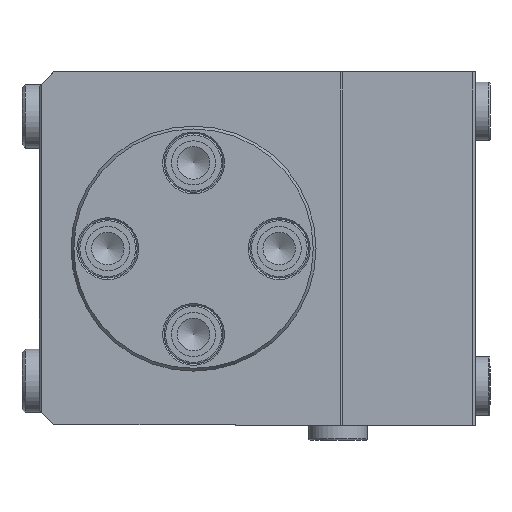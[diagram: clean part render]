
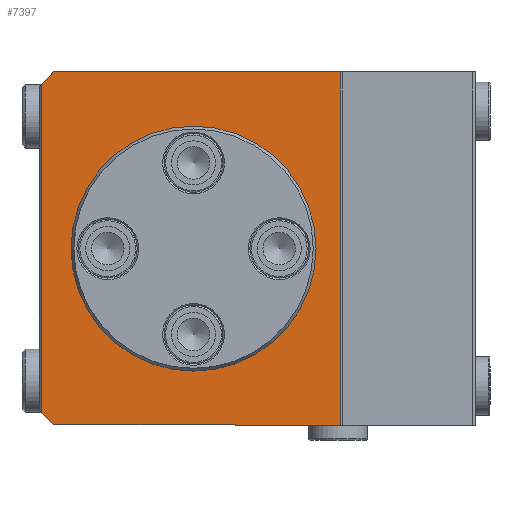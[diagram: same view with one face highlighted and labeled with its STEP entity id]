
A CAD part, left-side view. The second image highlights one B-rep face of the part: STEP entity #7397.
In plain terms, the highlighted planar face has unit normal (-1, 0, 0).
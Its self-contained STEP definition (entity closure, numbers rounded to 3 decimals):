
#494=CARTESIAN_POINT('',(-97.3,86.,36.05));
#495=VERTEX_POINT('',#494);
#502=CARTESIAN_POINT('',(-97.3,27.5,36.05));
#503=VERTEX_POINT('',#502);
#504=CARTESIAN_POINT('',(-97.3,27.5,36.05));
#505=DIRECTION('',(0.0,1.0,0.0));
#506=VECTOR('',#505,58.5);
#507=LINE('',#504,#506);
#508=EDGE_CURVE('',#503,#495,#507,.T.);
#5641=CARTESIAN_POINT('',(-97.3,88.5,-33.45));
#5642=VERTEX_POINT('',#5641);
#5667=CARTESIAN_POINT('',(-97.3,86.,-35.95));
#5668=VERTEX_POINT('',#5667);
#5675=CARTESIAN_POINT('',(-97.3,86.,-35.95));
#5676=DIRECTION('',(0.0,0.707,0.707));
#5677=VECTOR('',#5676,3.536);
#5678=LINE('',#5675,#5677);
#5679=EDGE_CURVE('',#5668,#5642,#5678,.T.);
#5777=CARTESIAN_POINT('',(-97.3,88.5,33.55));
#5778=VERTEX_POINT('',#5777);
#5779=CARTESIAN_POINT('',(-97.3,88.5,33.55));
#5780=DIRECTION('',(0.0,0.0,-1.0));
#5781=VECTOR('',#5780,67.);
#5782=LINE('',#5779,#5781);
#5783=EDGE_CURVE('',#5778,#5642,#5782,.T.);
#5800=CARTESIAN_POINT('',(-97.3,88.5,33.55));
#5801=DIRECTION('',(0.0,-0.707,0.707));
#5802=VECTOR('',#5801,3.536);
#5803=LINE('',#5800,#5802);
#5804=EDGE_CURVE('',#5778,#495,#5803,.T.);
#5925=CARTESIAN_POINT('',(-97.3,49.,-35.95));
#5926=VERTEX_POINT('',#5925);
#5933=CARTESIAN_POINT('',(-97.3,86.,-35.95));
#5934=DIRECTION('',(0.0,-1.0,0.0));
#5935=VECTOR('',#5934,37.);
#5936=LINE('',#5933,#5935);
#5937=EDGE_CURVE('',#5668,#5926,#5936,.T.);
#6054=CARTESIAN_POINT('',(-97.3,57.5,25.0));
#6055=VERTEX_POINT('',#6054);
#6056=CARTESIAN_POINT('',(-97.3,57.5,0.0));
#6057=DIRECTION('',(1.0,0.0,0.0));
#6058=DIRECTION('',(0.0,0.0,-1.0));
#6059=AXIS2_PLACEMENT_3D('',#6056,#6057,#6058);
#6060=CIRCLE('',#6059,25.0);
#6061=EDGE_CURVE('',#6055,#6055,#6060,.T.);
#7349=CARTESIAN_POINT('',(-97.3,49.,-36.05));
#7350=VERTEX_POINT('',#7349);
#7357=CARTESIAN_POINT('',(-97.3,49.,-35.95));
#7358=DIRECTION('',(0.0,0.0,-1.0));
#7359=VECTOR('',#7358,0.1);
#7360=LINE('',#7357,#7359);
#7361=EDGE_CURVE('',#5926,#7350,#7360,.T.);
#7367=CARTESIAN_POINT('',(-97.3,27.5,0.0));
#7368=DIRECTION('',(-1.0,0.0,0.0));
#7369=DIRECTION('',(0.0,0.0,1.0));
#7370=AXIS2_PLACEMENT_3D('',#7367,#7368,#7369);
#7371=PLANE('',#7370);
#7372=ORIENTED_EDGE('',*,*,#5679,.F.);
#7373=ORIENTED_EDGE('',*,*,#5937,.T.);
#7374=ORIENTED_EDGE('',*,*,#7361,.T.);
#7375=CARTESIAN_POINT('',(-97.3,27.5,-36.05));
#7376=VERTEX_POINT('',#7375);
#7377=CARTESIAN_POINT('',(-97.3,49.,-36.05));
#7378=DIRECTION('',(0.0,-1.0,0.0));
#7379=VECTOR('',#7378,21.5);
#7380=LINE('',#7377,#7379);
#7381=EDGE_CURVE('',#7350,#7376,#7380,.T.);
#7382=ORIENTED_EDGE('',*,*,#7381,.T.);
#7383=CARTESIAN_POINT('',(-97.3,27.5,36.05));
#7384=DIRECTION('',(0.0,0.0,-1.0));
#7385=VECTOR('',#7384,72.1);
#7386=LINE('',#7383,#7385);
#7387=EDGE_CURVE('',#503,#7376,#7386,.T.);
#7388=ORIENTED_EDGE('',*,*,#7387,.F.);
#7389=ORIENTED_EDGE('',*,*,#508,.T.);
#7390=ORIENTED_EDGE('',*,*,#5804,.F.);
#7391=ORIENTED_EDGE('',*,*,#5783,.T.);
#7392=EDGE_LOOP('',(#7372,#7373,#7374,#7382,#7388,#7389,#7390,#7391));
#7393=FACE_OUTER_BOUND('',#7392,.T.);
#7394=ORIENTED_EDGE('',*,*,#6061,.T.);
#7395=EDGE_LOOP('',(#7394));
#7396=FACE_BOUND('',#7395,.T.);
#7397=ADVANCED_FACE('',(#7393,#7396),#7371,.T.);
